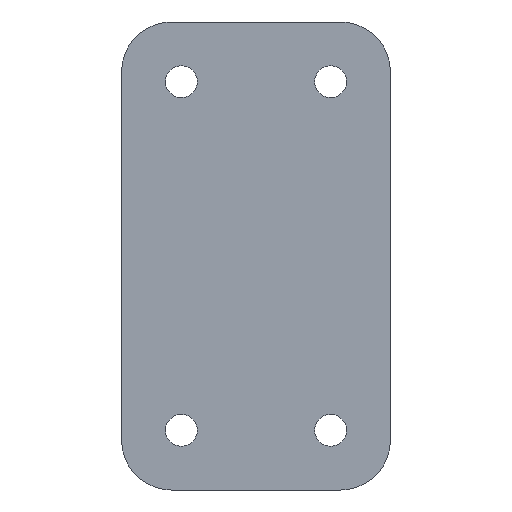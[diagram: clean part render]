
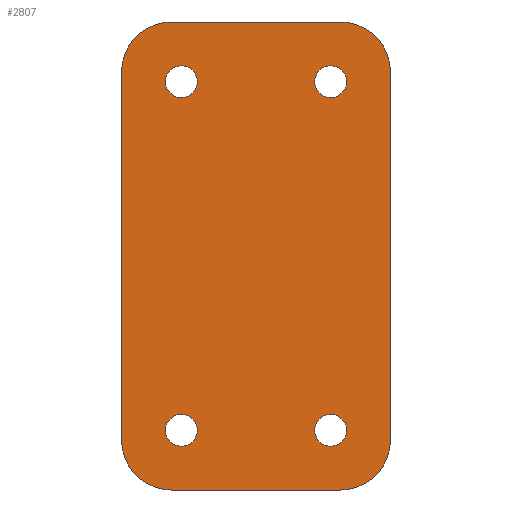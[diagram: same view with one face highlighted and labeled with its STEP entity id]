
A CAD part, front view. The second image highlights one B-rep face of the part: STEP entity #2807.
In plain terms, the highlighted planar face has unit normal (0, -1, 0).
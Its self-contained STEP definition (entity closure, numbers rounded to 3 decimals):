
#200=FACE_BOUND('',#590,.T.);
#201=FACE_BOUND('',#591,.T.);
#202=FACE_BOUND('',#592,.T.);
#203=FACE_BOUND('',#593,.T.);
#268=CIRCLE('',#2919,5.);
#269=CIRCLE('',#2922,5.);
#270=CIRCLE('',#2945,1.6);
#271=CIRCLE('',#2947,1.6);
#272=CIRCLE('',#2949,1.6);
#273=CIRCLE('',#2951,1.6);
#274=CIRCLE('',#2953,5.);
#275=CIRCLE('',#2956,5.);
#428=FACE_OUTER_BOUND('',#589,.T.);
#589=EDGE_LOOP('',(#2565,#2566,#2567,#2568,#2569,#2570,#2571,#2572));
#590=EDGE_LOOP('',(#2573));
#591=EDGE_LOOP('',(#2574));
#592=EDGE_LOOP('',(#2575));
#593=EDGE_LOOP('',(#2576));
#713=LINE('',#3839,#952);
#716=LINE('',#3847,#955);
#830=LINE('',#5328,#1069);
#832=LINE('',#5334,#1071);
#952=VECTOR('',#3303,10.);
#955=VECTOR('',#3312,10.);
#1069=VECTOR('',#3488,10.);
#1071=VECTOR('',#3496,10.);
#1176=VERTEX_POINT('',#3831);
#1177=VERTEX_POINT('',#3833);
#1178=VERTEX_POINT('',#3837);
#1179=VERTEX_POINT('',#3841);
#1180=VERTEX_POINT('',#3845);
#1331=VERTEX_POINT('',#5306);
#1332=VERTEX_POINT('',#5310);
#1333=VERTEX_POINT('',#5314);
#1334=VERTEX_POINT('',#5318);
#1335=VERTEX_POINT('',#5322);
#1336=VERTEX_POINT('',#5326);
#1337=VERTEX_POINT('',#5330);
#1503=EDGE_CURVE('',#1176,#1177,#268,.T.);
#1506=EDGE_CURVE('',#1178,#1176,#713,.T.);
#1508=EDGE_CURVE('',#1179,#1178,#269,.T.);
#1510=EDGE_CURVE('',#1180,#1179,#716,.T.);
#1737=EDGE_CURVE('',#1331,#1331,#270,.T.);
#1739=EDGE_CURVE('',#1332,#1332,#271,.T.);
#1741=EDGE_CURVE('',#1333,#1333,#272,.T.);
#1743=EDGE_CURVE('',#1334,#1334,#273,.T.);
#1745=EDGE_CURVE('',#1335,#1180,#274,.T.);
#1747=EDGE_CURVE('',#1336,#1335,#830,.T.);
#1749=EDGE_CURVE('',#1337,#1336,#275,.T.);
#1750=EDGE_CURVE('',#1177,#1337,#832,.T.);
#2565=ORIENTED_EDGE('',*,*,#1510,.F.);
#2566=ORIENTED_EDGE('',*,*,#1745,.F.);
#2567=ORIENTED_EDGE('',*,*,#1747,.F.);
#2568=ORIENTED_EDGE('',*,*,#1749,.F.);
#2569=ORIENTED_EDGE('',*,*,#1750,.F.);
#2570=ORIENTED_EDGE('',*,*,#1503,.F.);
#2571=ORIENTED_EDGE('',*,*,#1506,.F.);
#2572=ORIENTED_EDGE('',*,*,#1508,.F.);
#2573=ORIENTED_EDGE('',*,*,#1743,.F.);
#2574=ORIENTED_EDGE('',*,*,#1741,.F.);
#2575=ORIENTED_EDGE('',*,*,#1739,.F.);
#2576=ORIENTED_EDGE('',*,*,#1737,.F.);
#2654=PLANE('',#2959);
#2807=ADVANCED_FACE('',(#428,#200,#201,#202,#203),#2654,.F.);
#2919=AXIS2_PLACEMENT_3D('',#3834,#3297,#3298);
#2922=AXIS2_PLACEMENT_3D('',#3843,#3307,#3308);
#2945=AXIS2_PLACEMENT_3D('',#5308,#3463,#3464);
#2947=AXIS2_PLACEMENT_3D('',#5312,#3468,#3469);
#2949=AXIS2_PLACEMENT_3D('',#5316,#3473,#3474);
#2951=AXIS2_PLACEMENT_3D('',#5320,#3478,#3479);
#2953=AXIS2_PLACEMENT_3D('',#5324,#3483,#3484);
#2956=AXIS2_PLACEMENT_3D('',#5332,#3492,#3493);
#2959=AXIS2_PLACEMENT_3D('',#5336,#3499,#3500);
#3297=DIRECTION('center_axis',(0.,1.,0.));
#3298=DIRECTION('ref_axis',(0.,0.,-1.));
#3303=DIRECTION('',(-1.,0.,0.));
#3307=DIRECTION('center_axis',(0.,1.,0.));
#3308=DIRECTION('ref_axis',(1.,0.,0.));
#3312=DIRECTION('',(0.,0.,-1.));
#3463=DIRECTION('center_axis',(0.,-1.,0.));
#3464=DIRECTION('ref_axis',(-1.,0.,0.));
#3468=DIRECTION('center_axis',(0.,-1.,0.));
#3469=DIRECTION('ref_axis',(-1.,0.,0.));
#3473=DIRECTION('center_axis',(0.,-1.,0.));
#3474=DIRECTION('ref_axis',(-1.,0.,0.));
#3478=DIRECTION('center_axis',(0.,-1.,0.));
#3479=DIRECTION('ref_axis',(-1.,0.,0.));
#3483=DIRECTION('center_axis',(0.,1.,0.));
#3484=DIRECTION('ref_axis',(0.,0.,1.));
#3488=DIRECTION('',(1.,0.,0.));
#3492=DIRECTION('center_axis',(0.,1.,0.));
#3493=DIRECTION('ref_axis',(-1.,0.,0.));
#3496=DIRECTION('',(0.,0.,1.));
#3499=DIRECTION('center_axis',(0.,1.,0.));
#3500=DIRECTION('ref_axis',(-1.,0.,0.));
#3831=CARTESIAN_POINT('',(15.,7.,15.));
#3833=CARTESIAN_POINT('',(10.,7.,20.));
#3834=CARTESIAN_POINT('Origin',(15.,7.,20.));
#3837=CARTESIAN_POINT('',(32.,7.,15.));
#3839=CARTESIAN_POINT('',(32.,7.,15.));
#3841=CARTESIAN_POINT('',(37.,7.,20.));
#3843=CARTESIAN_POINT('Origin',(32.,7.,20.));
#3845=CARTESIAN_POINT('',(37.,7.,57.));
#3847=CARTESIAN_POINT('',(37.,7.,57.));
#5306=CARTESIAN_POINT('',(32.6,7.,21.));
#5308=CARTESIAN_POINT('Origin',(31.,7.,21.));
#5310=CARTESIAN_POINT('',(17.6,7.,56.));
#5312=CARTESIAN_POINT('Origin',(16.,7.,56.));
#5314=CARTESIAN_POINT('',(17.6,7.,21.));
#5316=CARTESIAN_POINT('Origin',(16.,7.,21.));
#5318=CARTESIAN_POINT('',(32.6,7.,56.));
#5320=CARTESIAN_POINT('Origin',(31.,7.,56.));
#5322=CARTESIAN_POINT('',(32.,7.,62.));
#5324=CARTESIAN_POINT('Origin',(32.,7.,57.));
#5326=CARTESIAN_POINT('',(15.,7.,62.));
#5328=CARTESIAN_POINT('',(15.,7.,62.));
#5330=CARTESIAN_POINT('',(10.,7.,57.));
#5332=CARTESIAN_POINT('Origin',(15.,7.,57.));
#5334=CARTESIAN_POINT('',(10.,7.,20.));
#5336=CARTESIAN_POINT('Origin',(23.5,7.,38.5));
